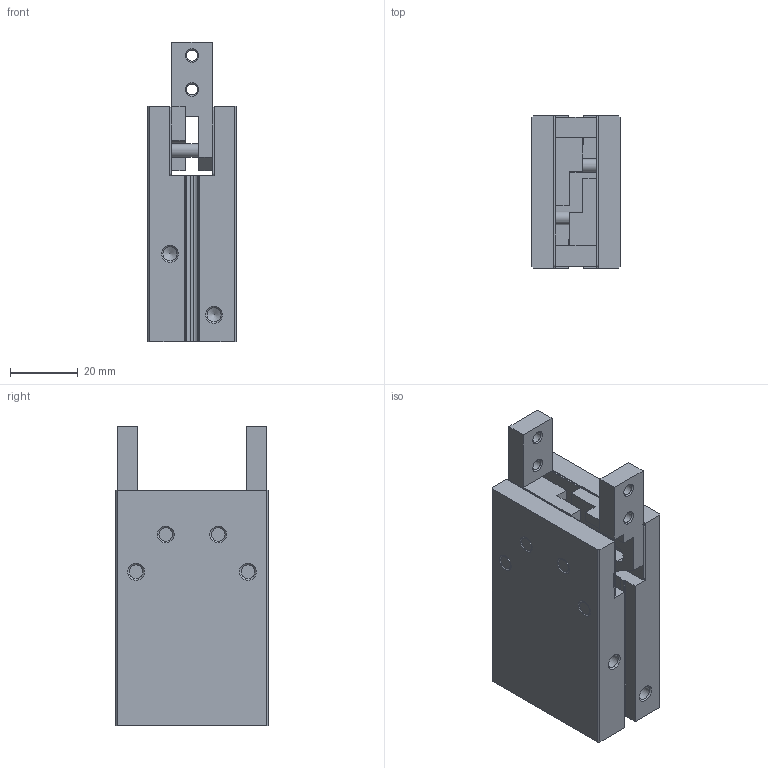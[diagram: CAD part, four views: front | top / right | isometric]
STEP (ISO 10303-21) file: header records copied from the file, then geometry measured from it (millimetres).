
FILE_DESCRIPTION( ( 'STEP AP214' ), '1' );
FILE_NAME( 'MCHB-20(44).stp', '2020-01-31T15:18:36', ( '' ), ( '' ), ' ', 'PARTsolutions', ' ' );
FILE_SCHEMA( ( 'AUTOMOTIVE_DESIGN { 1 0 10303 214 1 1 1 1 }' ) );
Length unit declared in the file: millimetre
Products named in the file (3): MCHB-20(44); _MCHB-20_(b); _MCHB-20_(g)
Assembly tree (3 placements, depth 2):
  MCHB-20(44)
    _MCHB-20_(b)
    _MCHB-20_(g)  x2
Bounding box: 26 x 45 x 88.5 mm (x, y, z)
Volume: 70912.3 mm3; surface area: 21244.5 mm2
Topology: 3 solids, 3 shells, 174 faces, 455 edges, 294 vertices
Faces by surface type: plane 95, cylinder 45, cone 34
Full cylindrical faces by diameter (mm): 3.242 x4, 4 x10, 4.134 x8, 22.6 x1
Entity records: 5451 total; most frequent: CARTESIAN_POINT 770, DIRECTION 725, ORIENTED_EDGE 646, EDGE_CURVE 323, AXIS2_PLACEMENT_3D 260, VERTEX_POINT 241, EDGE_LOOP 214, LINE 205
